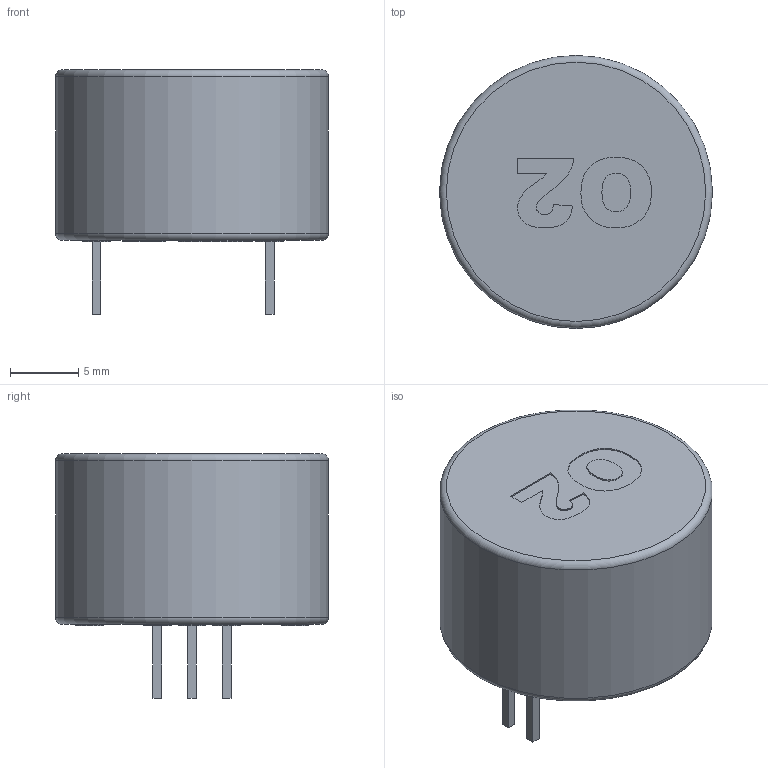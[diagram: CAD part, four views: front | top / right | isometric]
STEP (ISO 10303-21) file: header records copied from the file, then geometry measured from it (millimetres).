
FILE_DESCRIPTION(/* description */ (''),/* implementation_level */ '2;1');
FILE_NAME(/* name */ 'LuminOx O2.step',/* time_stamp */ '2024-01-03T16:38:13+08:00',/* author */ (''),/* organization */ (''),/* preprocessor_version */ 'ST-DEVELOPER v20',/* originating_system */ 'Autodesk Translation Framework v12.14.0.127',/* authorisation */ '');
FILE_SCHEMA (('AUTOMOTIVE_DESIGN { 1 0 10303 214 3 1 1 }'));
Length unit declared in the file: millimetre
Products named in the file (2): LuminOx O2; 零部件1
Assembly tree (1 placements, depth 2):
  LuminOx O2
    零部件1
Bounding box: 20 x 20 x 17.9 mm (x, y, z)
Volume: 3929.2 mm3; surface area: 1454.7 mm2
Topology: 1 solids, 1 shells, 240 faces, 643 edges, 428 vertices
Faces by surface type: plane 118, bspline 113, torus 8, cylinder 1
Full cylindrical faces by diameter (mm): 20 x1
Entity records: 8578 total; most frequent: CARTESIAN_POINT 3235, ORIENTED_EDGE 1286, DIRECTION 701, EDGE_CURVE 643, VERTEX_POINT 428, LINE 393, VECTOR 393, EDGE_LOOP 263
